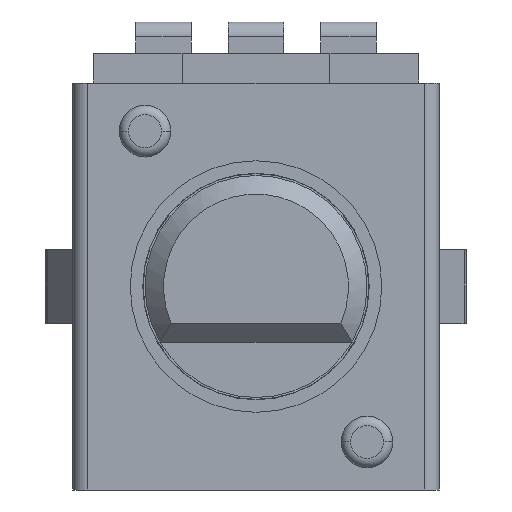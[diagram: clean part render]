
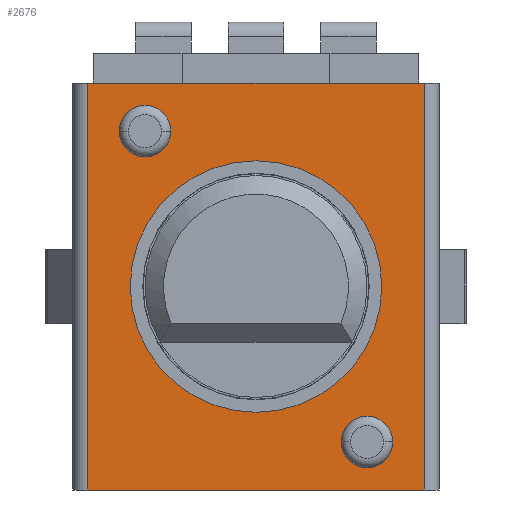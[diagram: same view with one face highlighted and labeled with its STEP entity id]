
A CAD part, front view. The second image highlights one B-rep face of the part: STEP entity #2676.
In plain terms, the highlighted planar face has unit normal (0, -1, 0).
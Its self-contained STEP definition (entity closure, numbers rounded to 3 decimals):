
#1211 = VERTEX_POINT('',#1212);
#1212 = CARTESIAN_POINT('',(-4.55,-0.4,-5.5));
#1219 = EDGE_CURVE('',#1211,#1220,#1222,.T.);
#1220 = VERTEX_POINT('',#1221);
#1221 = CARTESIAN_POINT('',(4.55,-0.4,-5.5));
#1222 = LINE('',#1223,#1224);
#1223 = CARTESIAN_POINT('',(-4.55,-0.4,-5.5));
#1224 = VECTOR('',#1225,1.);
#1225 = DIRECTION('',(1.,0.,0.));
#2655 = EDGE_CURVE('',#2656,#1211,#2658,.T.);
#2656 = VERTEX_POINT('',#2657);
#2657 = CARTESIAN_POINT('',(-4.55,-0.4,5.5));
#2658 = LINE('',#2659,#2660);
#2659 = CARTESIAN_POINT('',(-4.55,-0.4,5.5));
#2660 = VECTOR('',#2661,1.);
#2661 = DIRECTION('',(0.,0.,-1.));
#2676 = ADVANCED_FACE('',(#2677,#2695,#2715,#2735),#2755,.T.);
#2677 = FACE_BOUND('',#2678,.F.);
#2678 = EDGE_LOOP('',(#2679,#2680,#2681,#2689));
#2679 = ORIENTED_EDGE('',*,*,#1219,.F.);
#2680 = ORIENTED_EDGE('',*,*,#2655,.F.);
#2681 = ORIENTED_EDGE('',*,*,#2682,.T.);
#2682 = EDGE_CURVE('',#2656,#2683,#2685,.T.);
#2683 = VERTEX_POINT('',#2684);
#2684 = CARTESIAN_POINT('',(4.55,-0.4,5.5));
#2685 = LINE('',#2686,#2687);
#2686 = CARTESIAN_POINT('',(-4.55,-0.4,5.5));
#2687 = VECTOR('',#2688,1.);
#2688 = DIRECTION('',(1.,0.,0.));
#2689 = ORIENTED_EDGE('',*,*,#2690,.F.);
#2690 = EDGE_CURVE('',#1220,#2683,#2691,.T.);
#2691 = LINE('',#2692,#2693);
#2692 = CARTESIAN_POINT('',(4.55,-0.4,-5.5));
#2693 = VECTOR('',#2694,1.);
#2694 = DIRECTION('',(0.,0.,1.));
#2695 = FACE_BOUND('',#2696,.F.);
#2696 = EDGE_LOOP('',(#2697,#2708));
#2697 = ORIENTED_EDGE('',*,*,#2698,.T.);
#2698 = EDGE_CURVE('',#2699,#2701,#2703,.T.);
#2699 = VERTEX_POINT('',#2700);
#2700 = CARTESIAN_POINT('',(3.4,-0.4,0.));
#2701 = VERTEX_POINT('',#2702);
#2702 = CARTESIAN_POINT('',(-3.4,-0.4,0.));
#2703 = CIRCLE('',#2704,3.4);
#2704 = AXIS2_PLACEMENT_3D('',#2705,#2706,#2707);
#2705 = CARTESIAN_POINT('',(0.,-0.4,0.));
#2706 = DIRECTION('',(0.,-1.,0.));
#2707 = DIRECTION('',(1.,0.,0.));
#2708 = ORIENTED_EDGE('',*,*,#2709,.T.);
#2709 = EDGE_CURVE('',#2701,#2699,#2710,.T.);
#2710 = CIRCLE('',#2711,3.4);
#2711 = AXIS2_PLACEMENT_3D('',#2712,#2713,#2714);
#2712 = CARTESIAN_POINT('',(0.,-0.4,0.));
#2713 = DIRECTION('',(0.,-1.,0.));
#2714 = DIRECTION('',(-1.,0.,0.));
#2715 = FACE_BOUND('',#2716,.F.);
#2716 = EDGE_LOOP('',(#2717,#2728));
#2717 = ORIENTED_EDGE('',*,*,#2718,.T.);
#2718 = EDGE_CURVE('',#2719,#2721,#2723,.T.);
#2719 = VERTEX_POINT('',#2720);
#2720 = CARTESIAN_POINT('',(3.,-0.4,-4.9));
#2721 = VERTEX_POINT('',#2722);
#2722 = CARTESIAN_POINT('',(3.,-0.4,-3.5));
#2723 = CIRCLE('',#2724,0.7);
#2724 = AXIS2_PLACEMENT_3D('',#2725,#2726,#2727);
#2725 = CARTESIAN_POINT('',(3.,-0.4,-4.2));
#2726 = DIRECTION('',(0.,-1.,0.));
#2727 = DIRECTION('',(0.,0.,-1.));
#2728 = ORIENTED_EDGE('',*,*,#2729,.T.);
#2729 = EDGE_CURVE('',#2721,#2719,#2730,.T.);
#2730 = CIRCLE('',#2731,0.7);
#2731 = AXIS2_PLACEMENT_3D('',#2732,#2733,#2734);
#2732 = CARTESIAN_POINT('',(3.,-0.4,-4.2));
#2733 = DIRECTION('',(0.,-1.,0.));
#2734 = DIRECTION('',(0.,0.,1.));
#2735 = FACE_BOUND('',#2736,.F.);
#2736 = EDGE_LOOP('',(#2737,#2748));
#2737 = ORIENTED_EDGE('',*,*,#2738,.T.);
#2738 = EDGE_CURVE('',#2739,#2741,#2743,.T.);
#2739 = VERTEX_POINT('',#2740);
#2740 = CARTESIAN_POINT('',(-3.,-0.4,4.9));
#2741 = VERTEX_POINT('',#2742);
#2742 = CARTESIAN_POINT('',(-3.,-0.4,3.5));
#2743 = CIRCLE('',#2744,0.7);
#2744 = AXIS2_PLACEMENT_3D('',#2745,#2746,#2747);
#2745 = CARTESIAN_POINT('',(-3.,-0.4,4.2));
#2746 = DIRECTION('',(0.,-1.,0.));
#2747 = DIRECTION('',(0.,0.,1.));
#2748 = ORIENTED_EDGE('',*,*,#2749,.T.);
#2749 = EDGE_CURVE('',#2741,#2739,#2750,.T.);
#2750 = CIRCLE('',#2751,0.7);
#2751 = AXIS2_PLACEMENT_3D('',#2752,#2753,#2754);
#2752 = CARTESIAN_POINT('',(-3.,-0.4,4.2));
#2753 = DIRECTION('',(0.,-1.,0.));
#2754 = DIRECTION('',(0.,0.,-1.));
#2755 = PLANE('',#2756);
#2756 = AXIS2_PLACEMENT_3D('',#2757,#2758,#2759);
#2757 = CARTESIAN_POINT('',(-4.55,-0.4,-5.5));
#2758 = DIRECTION('',(0.,-1.,0.));
#2759 = DIRECTION('',(1.,0.,0.));
